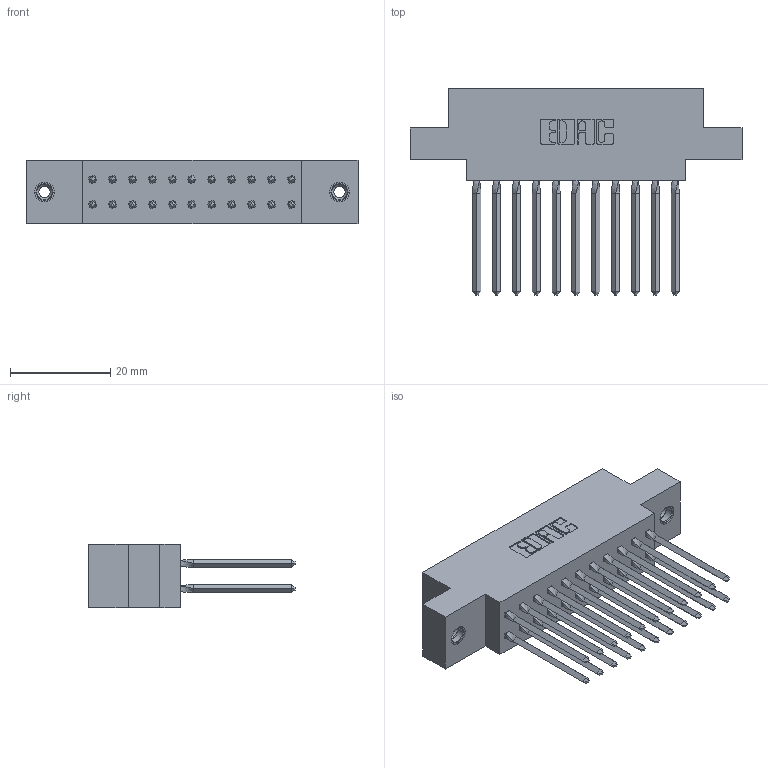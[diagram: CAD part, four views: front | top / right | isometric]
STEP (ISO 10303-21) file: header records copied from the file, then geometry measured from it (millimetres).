
FILE_DESCRIPTION (( 'STEP AP203' ), '1' );
FILE_NAME ('317-022-543-878.STEP', '2020-02-27T17:37:26', ( '' ), ( '' ), 'SwSTEP 2.0', 'SolidWorks 2016', '' );
FILE_SCHEMA (( 'CONFIG_CONTROL_DESIGN' ));
Length unit declared in the file: inch
Products named in the file (4): 317-022-543-878; 317 Part_.156 Dia - TI; 345-250-001_345-250-003-102; 317-290-001_543
Assembly tree (25 placements, depth 2):
  317-022-543-878
    317 Part_.156 Dia - TI
    317-290-001_543  x22
    345-250-001_345-250-003-102  x2
Bounding box: 66.29 x 41.15 x 12.7 mm (x, y, z)
Volume: 10181 mm3; surface area: 14250.2 mm2
Topology: 25 solids, 25 shells, 2120 faces, 5845 edges, 3764 vertices
Faces by surface type: plane 1696, cylinder 320, bspline 88, cone 12, torus 4
Entity records: 21411 total; most frequent: CARTESIAN_POINT 4118, ORIENTED_EDGE 3610, DIRECTION 3057, EDGE_CURVE 1805, VECTOR 1529, LINE 1529, VERTEX_POINT 1193, AXIS2_PLACEMENT_3D 764
